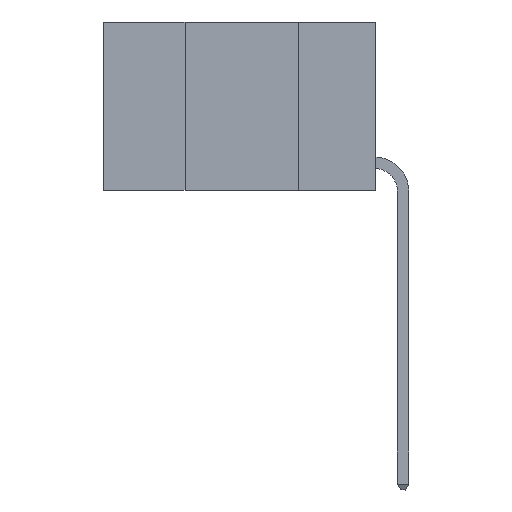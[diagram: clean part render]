
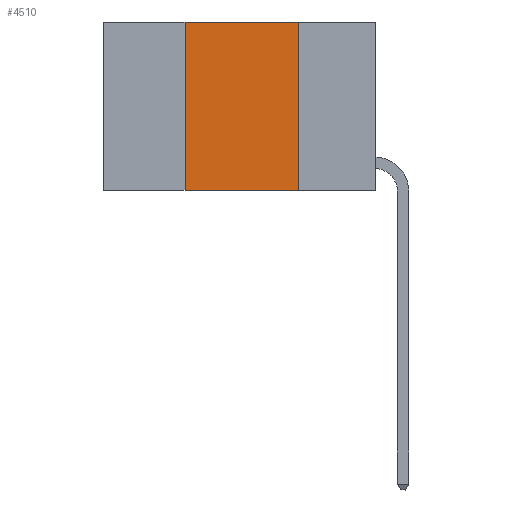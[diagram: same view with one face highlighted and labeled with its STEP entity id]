
A CAD part, left-side view. The second image highlights one B-rep face of the part: STEP entity #4510.
In plain terms, the highlighted planar face has unit normal (-1, 0, 0).
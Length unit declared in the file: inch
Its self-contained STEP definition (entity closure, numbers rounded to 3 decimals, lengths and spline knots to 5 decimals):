
#621 = EDGE_CURVE ( 'NONE', #5869, #12569, #13610, .T. ) ;
#622 = FACE_OUTER_BOUND ( 'NONE', #4800, .T. ) ;
#796 = DIRECTION ( 'NONE',  ( 0., 0., 1. ) ) ;
#1919 = DIRECTION ( 'NONE',  ( 0., -1., 0. ) ) ;
#2033 = CARTESIAN_POINT ( 'NONE',  ( 0., 0.6, -0.37 ) ) ;
#3049 = CARTESIAN_POINT ( 'NONE',  ( 0., 0.6, 0. ) ) ;
#4139 = LINE ( 'NONE', #7609, #4882 ) ;
#4510 = ADVANCED_FACE ( 'NONE', ( #622 ), #10042, .F. ) ;
#4800 = EDGE_LOOP ( 'NONE', ( #5109, #8407, #11581, #6202 ) ) ;
#4882 = VECTOR ( 'NONE', #796, 39.37008 ) ;
#4901 = CARTESIAN_POINT ( 'NONE',  ( 0., 0.17, -0.37 ) ) ;
#4926 = VECTOR ( 'NONE', #1919, 39.37008 ) ;
#5109 = ORIENTED_EDGE ( 'NONE', *, *, #5731, .F. ) ;
#5672 = CARTESIAN_POINT ( 'NONE',  ( 0., 0.42, 0. ) ) ;
#5716 = DIRECTION ( 'NONE',  ( 0., 0., -1. ) ) ;
#5731 = EDGE_CURVE ( 'NONE', #12569, #10605, #7850, .T. ) ;
#5746 = EDGE_CURVE ( 'NONE', #11695, #5869, #4139, .T. ) ;
#5762 = CARTESIAN_POINT ( 'NONE',  ( 0., 0.17, 0. ) ) ;
#5787 = VECTOR ( 'NONE', #10946, 39.37008 ) ;
#5816 = EDGE_CURVE ( 'NONE', #11695, #10605, #9025, .T. ) ;
#5869 = VERTEX_POINT ( 'NONE', #5672 ) ;
#6202 = ORIENTED_EDGE ( 'NONE', *, *, #5816, .T. ) ;
#6807 = AXIS2_PLACEMENT_3D ( 'NONE', #13223, #12173, #5716 ) ;
#7609 = CARTESIAN_POINT ( 'NONE',  ( 0., 0.42, 0. ) ) ;
#7850 = LINE ( 'NONE', #12907, #13565 ) ;
#8407 = ORIENTED_EDGE ( 'NONE', *, *, #621, .F. ) ;
#8923 = CARTESIAN_POINT ( 'NONE',  ( 0., 0.42, -0.37 ) ) ;
#9025 = LINE ( 'NONE', #2033, #5787 ) ;
#10042 = PLANE ( 'NONE',  #6807 ) ;
#10605 = VERTEX_POINT ( 'NONE', #4901 ) ;
#10946 = DIRECTION ( 'NONE',  ( 0., -1., 0. ) ) ;
#11581 = ORIENTED_EDGE ( 'NONE', *, *, #5746, .F. ) ;
#11695 = VERTEX_POINT ( 'NONE', #8923 ) ;
#12173 = DIRECTION ( 'NONE',  ( 1., 0., 0. ) ) ;
#12569 = VERTEX_POINT ( 'NONE', #5762 ) ;
#12907 = CARTESIAN_POINT ( 'NONE',  ( 0., 0.17, 0. ) ) ;
#13223 = CARTESIAN_POINT ( 'NONE',  ( 0., 0.6, 0. ) ) ;
#13565 = VECTOR ( 'NONE', #14010, 39.37008 ) ;
#13610 = LINE ( 'NONE', #3049, #4926 ) ;
#14010 = DIRECTION ( 'NONE',  ( 0., 0., -1. ) ) ;
